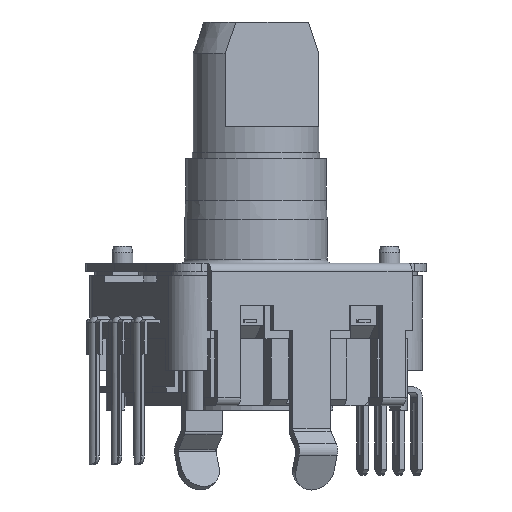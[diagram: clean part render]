
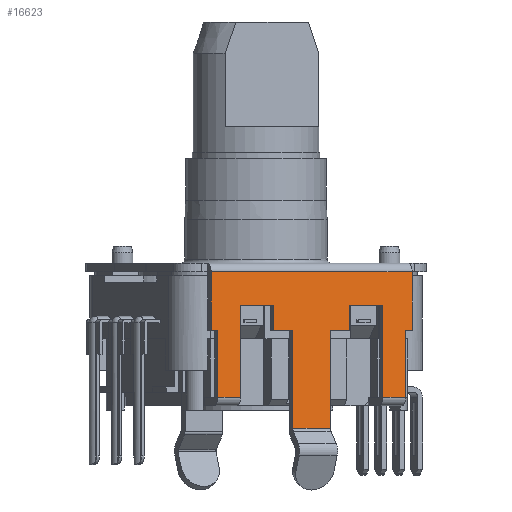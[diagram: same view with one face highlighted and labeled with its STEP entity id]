
A CAD part, front view. The second image highlights one B-rep face of the part: STEP entity #16623.
In plain terms, the highlighted planar face has unit normal (0.428, -0.904, 0).
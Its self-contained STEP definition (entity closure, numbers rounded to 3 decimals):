
#15468=CARTESIAN_POINT('',(104.072,40.088,37.975));
#15469=VERTEX_POINT('',#15468);
#15476=CARTESIAN_POINT('',(104.072,40.088,33.575));
#15477=VERTEX_POINT('',#15476);
#15478=CARTESIAN_POINT('',(104.072,40.088,37.975));
#15479=DIRECTION('',(0.0,0.0,-1.0));
#15480=VECTOR('',#15479,4.4);
#15481=LINE('',#15478,#15480);
#15482=EDGE_CURVE('',#15469,#15477,#15481,.T.);
#15526=CARTESIAN_POINT('',(111.936,43.809,36.775));
#15527=VERTEX_POINT('',#15526);
#15534=CARTESIAN_POINT('',(111.936,43.809,33.575));
#15535=VERTEX_POINT('',#15534);
#15536=CARTESIAN_POINT('',(111.936,43.809,36.775));
#15537=DIRECTION('',(0.0,0.0,-1.0));
#15538=VECTOR('',#15537,3.2);
#15539=LINE('',#15536,#15538);
#15540=EDGE_CURVE('',#15527,#15535,#15539,.T.);
#15715=CARTESIAN_POINT('',(110.851,43.296,33.575));
#15716=VERTEX_POINT('',#15715);
#15717=CARTESIAN_POINT('',(111.936,43.809,33.575));
#15718=DIRECTION('',(-0.904,-0.428,0.));
#15719=VECTOR('',#15718,1.2);
#15720=LINE('',#15717,#15719);
#15721=EDGE_CURVE('',#15535,#15716,#15720,.T.);
#15771=CARTESIAN_POINT('',(102.987,39.575,33.575));
#15772=VERTEX_POINT('',#15771);
#15789=CARTESIAN_POINT('',(104.072,40.088,33.575));
#15790=DIRECTION('',(-0.904,-0.428,0.));
#15791=VECTOR('',#15790,1.2);
#15792=LINE('',#15789,#15791);
#15793=EDGE_CURVE('',#15477,#15772,#15792,.T.);
#16174=CARTESIAN_POINT('',(110.851,43.296,37.975));
#16175=VERTEX_POINT('',#16174);
#16176=CARTESIAN_POINT('',(110.851,43.296,33.575));
#16177=DIRECTION('',(0.0,0.0,1.0));
#16178=VECTOR('',#16177,4.4);
#16179=LINE('',#16176,#16178);
#16180=EDGE_CURVE('',#15716,#16175,#16179,.T.);
#16339=CARTESIAN_POINT('',(102.987,39.575,36.775));
#16340=VERTEX_POINT('',#16339);
#16341=CARTESIAN_POINT('',(102.987,39.575,33.575));
#16342=DIRECTION('',(0.0,0.0,1.0));
#16343=VECTOR('',#16342,3.2);
#16344=LINE('',#16341,#16343);
#16345=EDGE_CURVE('',#15772,#16340,#16344,.T.);
#16449=CARTESIAN_POINT('',(112.252,43.959,39.575));
#16450=VERTEX_POINT('',#16449);
#16468=CARTESIAN_POINT('',(102.671,39.425,39.575));
#16469=VERTEX_POINT('',#16468);
#16477=CARTESIAN_POINT('',(102.671,39.425,39.575));
#16478=DIRECTION('',(0.904,0.428,0.));
#16479=VECTOR('',#16478,10.6);
#16480=LINE('',#16477,#16479);
#16481=EDGE_CURVE('',#16469,#16450,#16480,.T.);
#16492=CARTESIAN_POINT('',(112.252,43.959,36.775));
#16493=VERTEX_POINT('',#16492);
#16494=CARTESIAN_POINT('',(112.252,43.959,39.575));
#16495=DIRECTION('',(0.0,0.0,-1.0));
#16496=VECTOR('',#16495,2.8);
#16497=LINE('',#16494,#16496);
#16498=EDGE_CURVE('',#16450,#16493,#16497,.T.);
#16518=CARTESIAN_POINT('',(103.53,39.831,32.625));
#16519=DIRECTION('',(-0.428,0.904,0.));
#16520=DIRECTION('',(0.0,0.0,1.0));
#16521=AXIS2_PLACEMENT_3D('',#16518,#16519,#16520);
#16522=PLANE('',#16521);
#16523=ORIENTED_EDGE('',*,*,#15721,.F.);
#16524=ORIENTED_EDGE('',*,*,#15540,.F.);
#16525=CARTESIAN_POINT('',(112.252,43.959,36.775));
#16526=DIRECTION('',(-0.904,-0.428,0.));
#16527=VECTOR('',#16526,0.35);
#16528=LINE('',#16525,#16527);
#16529=EDGE_CURVE('',#16493,#15527,#16528,.T.);
#16530=ORIENTED_EDGE('',*,*,#16529,.F.);
#16531=ORIENTED_EDGE('',*,*,#16498,.F.);
#16532=ORIENTED_EDGE('',*,*,#16481,.F.);
#16533=CARTESIAN_POINT('',(102.671,39.425,36.775));
#16534=VERTEX_POINT('',#16533);
#16535=CARTESIAN_POINT('',(102.671,39.425,36.775));
#16536=DIRECTION('',(0.0,0.0,1.0));
#16537=VECTOR('',#16536,2.8);
#16538=LINE('',#16535,#16537);
#16539=EDGE_CURVE('',#16534,#16469,#16538,.T.);
#16540=ORIENTED_EDGE('',*,*,#16539,.F.);
#16541=CARTESIAN_POINT('',(102.987,39.575,36.775));
#16542=DIRECTION('',(-0.904,-0.428,0.));
#16543=VECTOR('',#16542,0.35);
#16544=LINE('',#16541,#16543);
#16545=EDGE_CURVE('',#16340,#16534,#16544,.T.);
#16546=ORIENTED_EDGE('',*,*,#16545,.F.);
#16547=ORIENTED_EDGE('',*,*,#16345,.F.);
#16548=ORIENTED_EDGE('',*,*,#15793,.F.);
#16549=ORIENTED_EDGE('',*,*,#15482,.F.);
#16550=CARTESIAN_POINT('',(105.654,40.837,37.975));
#16551=VERTEX_POINT('',#16550);
#16552=CARTESIAN_POINT('',(105.654,40.837,37.975));
#16553=DIRECTION('',(-0.904,-0.428,0.));
#16554=VECTOR('',#16553,1.75);
#16555=LINE('',#16552,#16554);
#16556=EDGE_CURVE('',#16551,#15469,#16555,.T.);
#16557=ORIENTED_EDGE('',*,*,#16556,.F.);
#16558=CARTESIAN_POINT('',(105.654,40.837,36.775));
#16559=VERTEX_POINT('',#16558);
#16560=CARTESIAN_POINT('',(105.654,40.837,36.775));
#16561=DIRECTION('',(0.0,0.0,1.0));
#16562=VECTOR('',#16561,1.2);
#16563=LINE('',#16560,#16562);
#16564=EDGE_CURVE('',#16559,#16551,#16563,.T.);
#16565=ORIENTED_EDGE('',*,*,#16564,.F.);
#16566=CARTESIAN_POINT('',(106.558,41.264,36.775));
#16567=VERTEX_POINT('',#16566);
#16568=CARTESIAN_POINT('',(106.558,41.264,36.775));
#16569=DIRECTION('',(-0.904,-0.428,0.));
#16570=VECTOR('',#16569,1.);
#16571=LINE('',#16568,#16570);
#16572=EDGE_CURVE('',#16567,#16559,#16571,.T.);
#16573=ORIENTED_EDGE('',*,*,#16572,.F.);
#16574=CARTESIAN_POINT('',(106.558,41.264,32.098));
#16575=VERTEX_POINT('',#16574);
#16576=CARTESIAN_POINT('',(106.558,41.264,32.098));
#16577=DIRECTION('',(0.0,0.0,1.0));
#16578=VECTOR('',#16577,4.677);
#16579=LINE('',#16576,#16578);
#16580=EDGE_CURVE('',#16575,#16567,#16579,.T.);
#16581=ORIENTED_EDGE('',*,*,#16580,.F.);
#16582=CARTESIAN_POINT('',(108.366,42.12,32.098));
#16583=VERTEX_POINT('',#16582);
#16584=CARTESIAN_POINT('',(108.366,42.12,32.098));
#16585=DIRECTION('',(-0.904,-0.428,0.));
#16586=VECTOR('',#16585,2.);
#16587=LINE('',#16584,#16586);
#16588=EDGE_CURVE('',#16583,#16575,#16587,.T.);
#16589=ORIENTED_EDGE('',*,*,#16588,.F.);
#16590=CARTESIAN_POINT('',(108.366,42.12,36.775));
#16591=VERTEX_POINT('',#16590);
#16592=CARTESIAN_POINT('',(108.366,42.12,36.775));
#16593=DIRECTION('',(0.0,0.0,-1.0));
#16594=VECTOR('',#16593,4.677);
#16595=LINE('',#16592,#16594);
#16596=EDGE_CURVE('',#16591,#16583,#16595,.T.);
#16597=ORIENTED_EDGE('',*,*,#16596,.F.);
#16598=CARTESIAN_POINT('',(109.269,42.547,36.775));
#16599=VERTEX_POINT('',#16598);
#16600=CARTESIAN_POINT('',(109.269,42.547,36.775));
#16601=DIRECTION('',(-0.904,-0.428,0.));
#16602=VECTOR('',#16601,1.);
#16603=LINE('',#16600,#16602);
#16604=EDGE_CURVE('',#16599,#16591,#16603,.T.);
#16605=ORIENTED_EDGE('',*,*,#16604,.F.);
#16606=CARTESIAN_POINT('',(109.269,42.547,37.975));
#16607=VERTEX_POINT('',#16606);
#16608=CARTESIAN_POINT('',(109.269,42.547,37.975));
#16609=DIRECTION('',(0.0,0.0,-1.0));
#16610=VECTOR('',#16609,1.2);
#16611=LINE('',#16608,#16610);
#16612=EDGE_CURVE('',#16607,#16599,#16611,.T.);
#16613=ORIENTED_EDGE('',*,*,#16612,.F.);
#16614=CARTESIAN_POINT('',(110.851,43.296,37.975));
#16615=DIRECTION('',(-0.904,-0.428,0.));
#16616=VECTOR('',#16615,1.75);
#16617=LINE('',#16614,#16616);
#16618=EDGE_CURVE('',#16175,#16607,#16617,.T.);
#16619=ORIENTED_EDGE('',*,*,#16618,.F.);
#16620=ORIENTED_EDGE('',*,*,#16180,.F.);
#16621=EDGE_LOOP('',(#16523,#16524,#16530,#16531,#16532,#16540,#16546,#16547,#16548,#16549,#16557,#16565,#16573,#16581,#16589,#16597,#16605,#16613,#16619,#16620));
#16622=FACE_OUTER_BOUND('',#16621,.T.);
#16623=ADVANCED_FACE('',(#16622),#16522,.F.);
